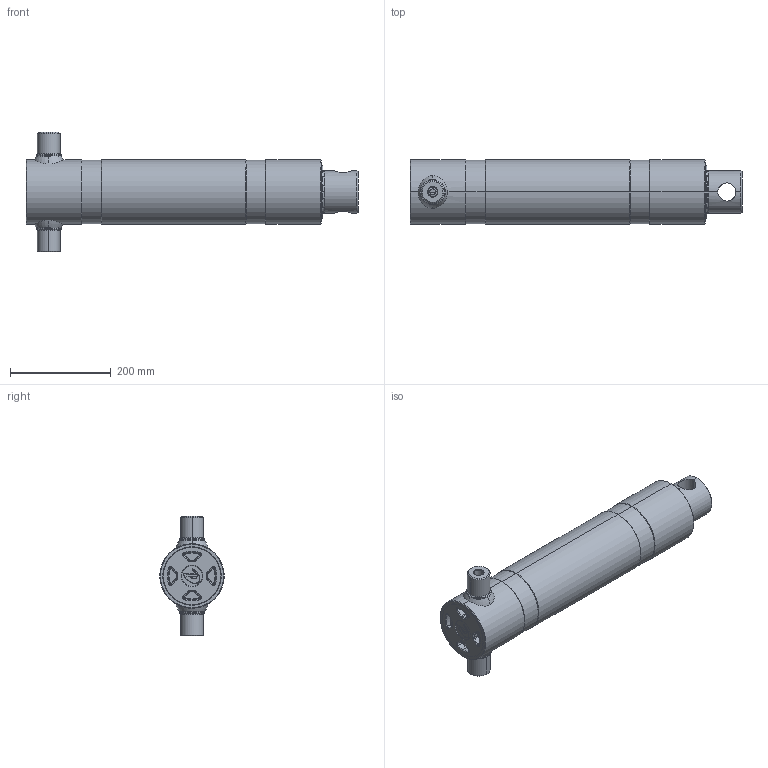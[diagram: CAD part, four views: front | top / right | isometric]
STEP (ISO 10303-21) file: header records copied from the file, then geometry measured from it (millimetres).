
FILE_DESCRIPTION (( 'STEP AP203' ), '1' );
FILE_NAME ('204.B.STEP', '2014-10-07T12:10:37', ( '' ), ( '' ), 'SwSTEP 2.0', 'SolidWorks 2013', '' );
FILE_SCHEMA (( 'CONFIG_CONTROL_DESIGN' ));
Length unit declared in the file: millimetre
Products named in the file (1): 204.B
Bounding box: 659 x 128 x 237 mm (x, y, z)
Surface area: 646484 mm2 (no closed solid volume)
Topology: 0 solids, 11 shells, 244 faces, 619 edges, 381 vertices
Faces by surface type: torus 73, cylinder 71, cone 66, plane 24, bspline 10
Entity records: 9415 total; most frequent: CARTESIAN_POINT 3438, DIRECTION 1387, ORIENTED_EDGE 1107, EDGE_CURVE 619, AXIS2_PLACEMENT_3D 596, VERTEX_POINT 381, CIRCLE 361, EDGE_LOOP 257
